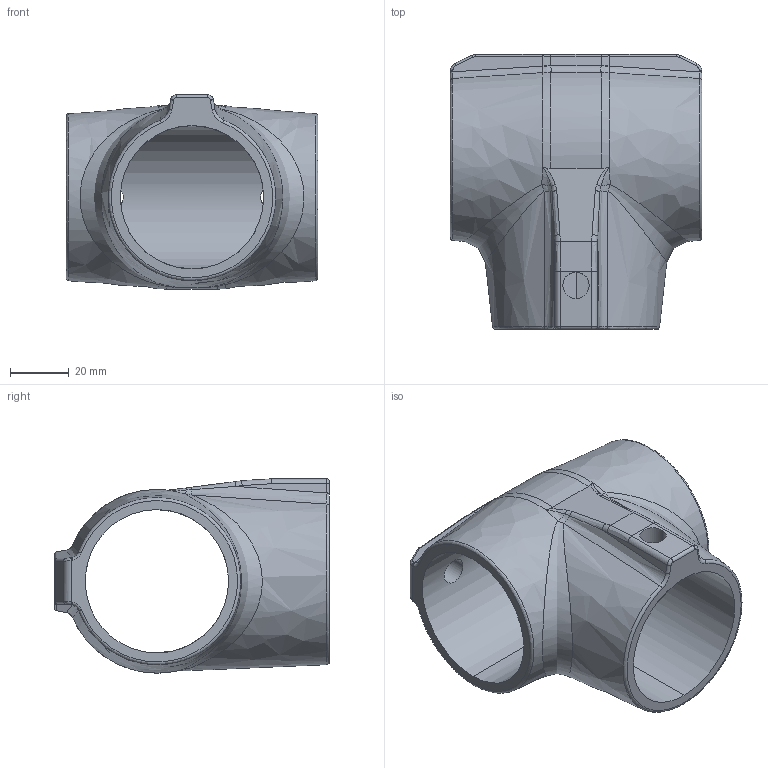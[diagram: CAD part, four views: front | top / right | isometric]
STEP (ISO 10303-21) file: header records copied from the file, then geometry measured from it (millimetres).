
FILE_DESCRIPTION (( 'STEP AP203' ), '1' );
FILE_NAME ('T194005.STEP', '2018-07-04T15:57:12', ( '' ), ( '' ), 'SwSTEP 2.0', 'SolidWorks 2016', '' );
FILE_SCHEMA (( 'CONFIG_CONTROL_DESIGN' ));
Length unit declared in the file: millimetre
Products named in the file (1): T194005
Bounding box: 86 x 94 x 66.4 mm (x, y, z)
Volume: 115131.2 mm3; surface area: 40942.8 mm2
Topology: 1 solids, 1 shells, 131 faces, 317 edges, 182 vertices
Faces by surface type: bspline 67, cylinder 46, plane 16, torus 2
Entity records: 8417 total; most frequent: CARTESIAN_POINT 5843, ORIENTED_EDGE 626, DIRECTION 393, EDGE_CURVE 313, VERTEX_POINT 182, AXIS2_PLACEMENT_3D 157, EDGE_LOOP 139, ADVANCED_FACE 131
